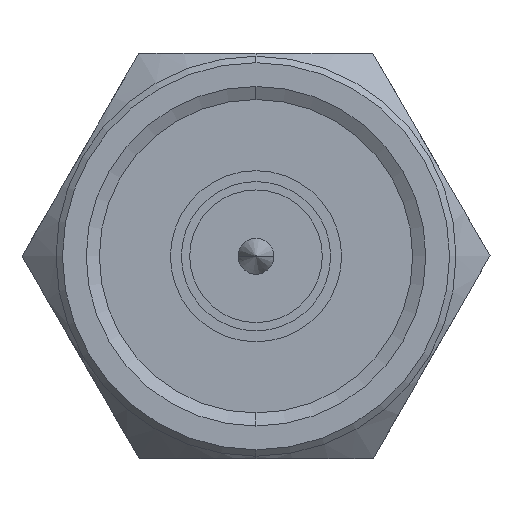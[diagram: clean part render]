
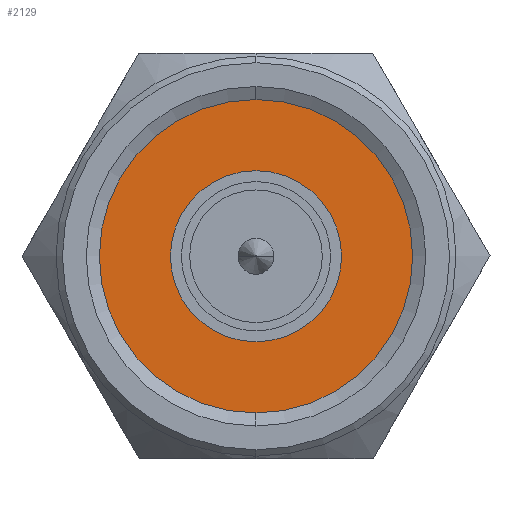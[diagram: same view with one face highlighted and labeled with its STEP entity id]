
A CAD part, left-side view. The second image highlights one B-rep face of the part: STEP entity #2129.
In plain terms, the highlighted planar face has unit normal (-1, 0, 0).
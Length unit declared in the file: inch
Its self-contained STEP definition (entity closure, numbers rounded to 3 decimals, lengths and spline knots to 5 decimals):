
#4 = CARTESIAN_POINT ( 'NONE',  ( 0.374, 0., 0.15702 ) ) ;
#14 = EDGE_LOOP ( 'NONE', ( #1882, #638 ) ) ;
#159 = DIRECTION ( 'NONE',  ( 1., 0., 0. ) ) ;
#202 = EDGE_CURVE ( 'NONE', #1244, #1335, #791, .T. ) ;
#224 = EDGE_CURVE ( 'NONE', #1174, #2743, #304, .T. ) ;
#304 = CIRCLE ( 'NONE', #2283, 0.34395 ) ;
#475 = DIRECTION ( 'NONE',  ( 1., 0., 0. ) ) ;
#491 = DIRECTION ( 'NONE',  ( 1., 0., 0. ) ) ;
#499 = CARTESIAN_POINT ( 'NONE',  ( 0.374, 0., 0.34349 ) ) ;
#531 = EDGE_CURVE ( 'NONE', #1335, #1244, #1812, .T. ) ;
#638 = ORIENTED_EDGE ( 'NONE', *, *, #202, .T. ) ;
#704 = ORIENTED_EDGE ( 'NONE', *, *, #1290, .F. ) ;
#705 = DIRECTION ( 'NONE',  ( 0., 0., 1. ) ) ;
#791 = CIRCLE ( 'NONE', #2301, 0.15748 ) ;
#802 = CIRCLE ( 'NONE', #1588, 0.34395 ) ;
#821 = CARTESIAN_POINT ( 'NONE',  ( 0.374, 0., -0.34441 ) ) ;
#1141 = CARTESIAN_POINT ( 'NONE',  ( 0.374, 0., -0.00046 ) ) ;
#1154 = DIRECTION ( 'NONE',  ( -1., 0., 0. ) ) ;
#1174 = VERTEX_POINT ( 'NONE', #821 ) ;
#1244 = VERTEX_POINT ( 'NONE', #4 ) ;
#1285 = AXIS2_PLACEMENT_3D ( 'NONE', #1816, #1154, #705 ) ;
#1290 = EDGE_CURVE ( 'NONE', #2743, #1174, #802, .T. ) ;
#1335 = VERTEX_POINT ( 'NONE', #1520 ) ;
#1368 = DIRECTION ( 'NONE',  ( 0., 0., -1. ) ) ;
#1473 = CARTESIAN_POINT ( 'NONE',  ( 0.374, 0., -0.00046 ) ) ;
#1488 = ORIENTED_EDGE ( 'NONE', *, *, #224, .F. ) ;
#1499 = EDGE_LOOP ( 'NONE', ( #1488, #704 ) ) ;
#1516 = FACE_BOUND ( 'NONE', #14, .T. ) ;
#1520 = CARTESIAN_POINT ( 'NONE',  ( 0.374, 0., -0.15794 ) ) ;
#1588 = AXIS2_PLACEMENT_3D ( 'NONE', #1473, #159, #1682 ) ;
#1682 = DIRECTION ( 'NONE',  ( 0., 0., -1. ) ) ;
#1800 = CARTESIAN_POINT ( 'NONE',  ( 0.374, 0., -0.00046 ) ) ;
#1812 = CIRCLE ( 'NONE', #2104, 0.15748 ) ;
#1816 = CARTESIAN_POINT ( 'NONE',  ( 0.374, 0., -0.34441 ) ) ;
#1820 = CARTESIAN_POINT ( 'NONE',  ( 0.374, 0., -0.00046 ) ) ;
#1882 = ORIENTED_EDGE ( 'NONE', *, *, #531, .T. ) ;
#2023 = DIRECTION ( 'NONE',  ( 0., 0., -1. ) ) ;
#2040 = PLANE ( 'NONE',  #1285 ) ;
#2043 = DIRECTION ( 'NONE',  ( 0., 0., -1. ) ) ;
#2104 = AXIS2_PLACEMENT_3D ( 'NONE', #1820, #491, #2043 ) ;
#2129 = ADVANCED_FACE ( 'NONE', ( #1516, #2642 ), #2040, .T. ) ;
#2283 = AXIS2_PLACEMENT_3D ( 'NONE', #1800, #475, #2023 ) ;
#2301 = AXIS2_PLACEMENT_3D ( 'NONE', #1141, #2626, #1368 ) ;
#2626 = DIRECTION ( 'NONE',  ( 1., 0., 0. ) ) ;
#2642 = FACE_OUTER_BOUND ( 'NONE', #1499, .T. ) ;
#2743 = VERTEX_POINT ( 'NONE', #499 ) ;
